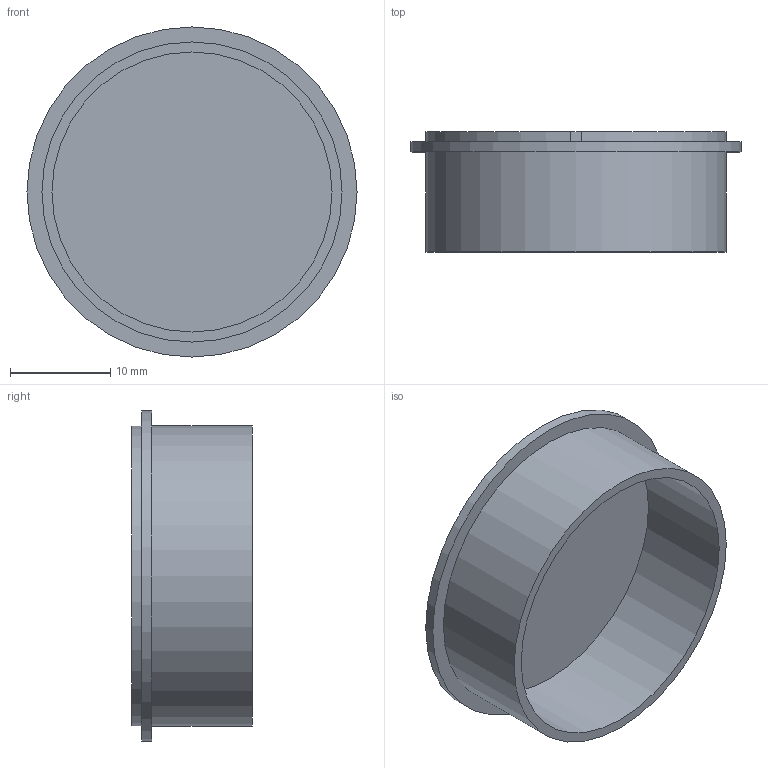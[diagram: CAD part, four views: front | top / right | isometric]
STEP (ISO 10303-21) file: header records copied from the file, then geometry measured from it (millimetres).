
FILE_DESCRIPTION(/* description */ (''),/* implementation_level */ '2;1');
FILE_NAME(/* name */ 'Крышка и батарейный отсек.stp',/* time_stamp */ '2018-04-14T00:29:06+03:00',/* author */ ('Arseny Radushin'),/* organization */ (''),/* preprocessor_version */ 'ST-DEVELOPER v16.5',/* originating_system */ 'Autodesk Inventor 2017',/* authorisation */ '');
FILE_SCHEMA (('AUTOMOTIVE_DESIGN { 1 0 10303 214 3 1 1 }'));
Length unit declared in the file: millimetre
Products named in the file (1): Крышка и \X2\04310430
 отсек
Bounding box: 33 x 12 x 33 mm (x, y, z)
Volume: 2471.2 mm3; surface area: 3734.6 mm2
Topology: 1 solids, 1 shells, 16 faces, 33 edges, 22 vertices
Faces by surface type: plane 11, cylinder 5
Full cylindrical faces by diameter (mm): 28 x1, 30 x1, 33 x1
Entity records: 436 total; most frequent: DIRECTION 74, CARTESIAN_POINT 69, ORIENTED_EDGE 60, EDGE_CURVE 30, AXIS2_PLACEMENT_3D 27, EDGE_LOOP 22, VERTEX_POINT 22, LINE 20
